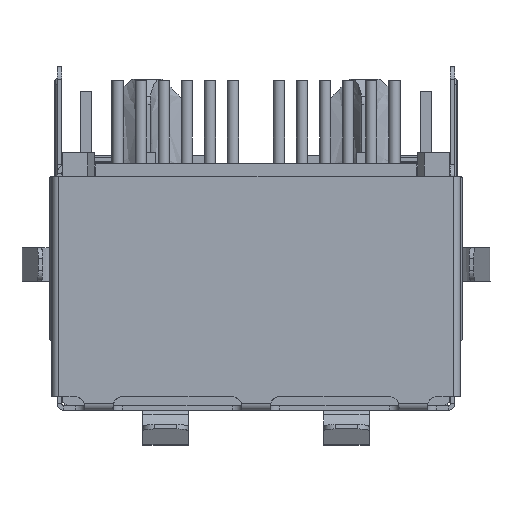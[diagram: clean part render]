
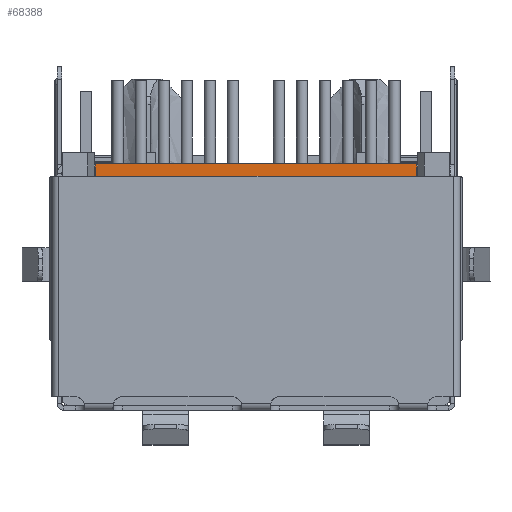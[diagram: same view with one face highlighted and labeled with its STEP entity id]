
A CAD part, front view. The second image highlights one B-rep face of the part: STEP entity #68388.
In plain terms, the highlighted free-form (B-spline) face has degree [1, 1] with [2, 2] control points.
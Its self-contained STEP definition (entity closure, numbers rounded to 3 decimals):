
#2 = CARTESIAN_POINT ( 'NONE',  ( 7.1, -28.125, 10. ) ) ;
#2592 = CARTESIAN_POINT ( 'NONE',  ( 8.164, -28.125, 10.904 ) ) ;
#2760 = B_SPLINE_CURVE_WITH_KNOTS ( 'NONE', 1,
 ( #53445, #73030 ),
 .UNSPECIFIED., .F., .F.,
 ( 2, 2 ),
 ( 0., 1. ),
 .UNSPECIFIED. ) ;
#4655 = CARTESIAN_POINT ( 'NONE',  ( -7.35, -28.125, 0.5 ) ) ;
#5463 = CARTESIAN_POINT ( 'NONE',  ( 7.1, -28.125, 10. ) ) ;
#8030 = FACE_OUTER_BOUND ( 'NONE', #17115, .T. ) ;
#8657 = ORIENTED_EDGE ( 'NONE', *, *, #85720, .F. ) ;
#8940 = B_SPLINE_CURVE_WITH_KNOTS ( 'NONE', 1,
 ( #37892, #66161 ),
 .UNSPECIFIED., .F., .F.,
 ( 2, 2 ),
 ( 0., 1. ),
 .UNSPECIFIED. ) ;
#9208 = VERTEX_POINT ( 'NONE', #4655 ) ;
#9956 = B_SPLINE_CURVE_WITH_KNOTS ( 'NONE', 1,
 ( #62350, #5463 ),
 .UNSPECIFIED., .F., .F.,
 ( 2, 2 ),
 ( 0., 1. ),
 .UNSPECIFIED. ) ;
#10433 = EDGE_CURVE ( 'NONE', #88812, #66632, #26841, .T. ) ;
#10485 = CARTESIAN_POINT ( 'NONE',  ( 7.85, -28.125, 1. ) ) ;
#10529 = B_SPLINE_CURVE_WITH_KNOTS ( 'NONE', 1,
 ( #75723, #13332 ),
 .UNSPECIFIED., .F., .F.,
 ( 2, 2 ),
 ( 0., 1. ),
 .UNSPECIFIED. ) ;
#10727 = B_SPLINE_CURVE_WITH_KNOTS ( 'NONE', 1,
 ( #20445, #11814 ),
 .UNSPECIFIED., .F., .F.,
 ( 2, 2 ),
 ( 0., 1. ),
 .UNSPECIFIED. ) ;
#10848 = CARTESIAN_POINT ( 'NONE',  ( 7.35, -28.125, 0.5 ) ) ;
#11758 = CARTESIAN_POINT ( 'NONE',  ( 7.85, -28.125, 10. ) ) ;
#11814 = CARTESIAN_POINT ( 'NONE',  ( -7.85, -28.125, 10. ) ) ;
#13332 = CARTESIAN_POINT ( 'NONE',  ( -7.1, -28.125, 10.7 ) ) ;
#16772 = CARTESIAN_POINT ( 'NONE',  ( 7.85, -28.125, 1. ) ) ;
#17115 = EDGE_LOOP ( 'NONE', ( #38165, #74412, #36034, #23652, #64193, #42615, #48908, #81018, #8657, #81667 ) ) ;
#18047 = CARTESIAN_POINT ( 'NONE',  ( -7.1, -28.125, 10.7 ) ) ;
#19570 = CARTESIAN_POINT ( 'NONE',  ( 7.85, -28.125, 10. ) ) ;
#20445 = CARTESIAN_POINT ( 'NONE',  ( -7.85, -28.125, 1. ) ) ;
#21334 = CARTESIAN_POINT ( 'NONE',  ( -7.1, -28.125, 10.7 ) ) ;
#23364 = CARTESIAN_POINT ( 'NONE',  ( -7.85, -28.125, 1. ) ) ;
#23652 = ORIENTED_EDGE ( 'NONE', *, *, #56171, .F. ) ;
#24036 = CARTESIAN_POINT ( 'NONE',  ( 7.1, -28.125, 10. ) ) ;
#26841 = B_SPLINE_CURVE_WITH_KNOTS ( 'NONE', 1,
 ( #73674, #33129 ),
 .UNSPECIFIED., .F., .F.,
 ( 2, 2 ),
 ( 0., 1. ),
 .UNSPECIFIED. ) ;
#26925 = VERTEX_POINT ( 'NONE', #24036 ) ;
#26971 = CARTESIAN_POINT ( 'NONE',  ( -7.35, -28.125, 0.5 ) ) ;
#30570 = VERTEX_POINT ( 'NONE', #23364 ) ;
#31740 = CARTESIAN_POINT ( 'NONE',  ( -7.1, -28.125, 10. ) ) ;
#31783 = VERTEX_POINT ( 'NONE', #74215 ) ;
#33129 = CARTESIAN_POINT ( 'NONE',  ( 7.85, -28.125, 1. ) ) ;
#33839 = EDGE_CURVE ( 'NONE', #74775, #55936, #2760, .T. ) ;
#33949 = CARTESIAN_POINT ( 'NONE',  ( -7.85, -28.125, 10. ) ) ;
#34077 = CARTESIAN_POINT ( 'NONE',  ( -7.1, -28.125, 10. ) ) ;
#35444 = B_SPLINE_CURVE_WITH_KNOTS ( 'NONE', 1,
 ( #26971, #61115 ),
 .UNSPECIFIED., .F., .F.,
 ( 2, 2 ),
 ( 0., 1. ),
 .UNSPECIFIED. ) ;
#35769 = EDGE_CURVE ( 'NONE', #30570, #74775, #10727, .T. ) ;
#36034 = ORIENTED_EDGE ( 'NONE', *, *, #88638, .T. ) ;
#37892 = CARTESIAN_POINT ( 'NONE',  ( 7.35, -28.125, 0.5 ) ) ;
#38165 = ORIENTED_EDGE ( 'NONE', *, *, #38370, .F. ) ;
#38370 = EDGE_CURVE ( 'NONE', #26925, #88812, #73080, .T. ) ;
#42615 = ORIENTED_EDGE ( 'NONE', *, *, #35769, .F. ) ;
#43549 = CARTESIAN_POINT ( 'NONE',  ( -8.164, -28.125, 10.904 ) ) ;
#48522 = CARTESIAN_POINT ( 'NONE',  ( 7.35, -28.125, 0.5 ) ) ;
#48908 = ORIENTED_EDGE ( 'NONE', *, *, #59556, .F. ) ;
#51829 = B_SPLINE_SURFACE_WITH_KNOTS ( 'NONE', 1, 1, ( 
 ( #63603, #2592 ),
 ( #65423, #43549 ) ),
 .UNSPECIFIED., .F., .F., .F.,
 ( 2, 2 ),
 ( 2, 2 ),
 ( -0.414, 15.914 ),
 ( -0.204, 10.404 ),
 .UNSPECIFIED. ) ;
#53445 = CARTESIAN_POINT ( 'NONE',  ( -7.85, -28.125, 10. ) ) ;
#55936 = VERTEX_POINT ( 'NONE', #34077 ) ;
#56171 = EDGE_CURVE ( 'NONE', #55936, #77573, #83174, .T. ) ;
#57013 = EDGE_CURVE ( 'NONE', #70165, #9208, #8940, .T. ) ;
#59556 = EDGE_CURVE ( 'NONE', #9208, #30570, #35444, .T. ) ;
#61072 = EDGE_CURVE ( 'NONE', #31783, #26925, #9956, .T. ) ;
#61115 = CARTESIAN_POINT ( 'NONE',  ( -7.85, -28.125, 1. ) ) ;
#62350 = CARTESIAN_POINT ( 'NONE',  ( 7.1, -28.125, 10.7 ) ) ;
#63603 = CARTESIAN_POINT ( 'NONE',  ( 8.164, -28.125, 0.296 ) ) ;
#64193 = ORIENTED_EDGE ( 'NONE', *, *, #33839, .F. ) ;
#65423 = CARTESIAN_POINT ( 'NONE',  ( -8.164, -28.125, 0.296 ) ) ;
#66161 = CARTESIAN_POINT ( 'NONE',  ( -7.35, -28.125, 0.5 ) ) ;
#66632 = VERTEX_POINT ( 'NONE', #10485 ) ;
#68388 = ADVANCED_FACE ( 'NONE', ( #8030 ), #51829, .F. ) ;
#70165 = VERTEX_POINT ( 'NONE', #48522 ) ;
#73030 = CARTESIAN_POINT ( 'NONE',  ( -7.1, -28.125, 10. ) ) ;
#73080 = B_SPLINE_CURVE_WITH_KNOTS ( 'NONE', 1,
 ( #2, #19570 ),
 .UNSPECIFIED., .F., .F.,
 ( 2, 2 ),
 ( 0., 1. ),
 .UNSPECIFIED. ) ;
#73538 = B_SPLINE_CURVE_WITH_KNOTS ( 'NONE', 1,
 ( #16772, #10848 ),
 .UNSPECIFIED., .F., .F.,
 ( 2, 2 ),
 ( 0., 1. ),
 .UNSPECIFIED. ) ;
#73674 = CARTESIAN_POINT ( 'NONE',  ( 7.85, -28.125, 10. ) ) ;
#74215 = CARTESIAN_POINT ( 'NONE',  ( 7.1, -28.125, 10.7 ) ) ;
#74412 = ORIENTED_EDGE ( 'NONE', *, *, #61072, .F. ) ;
#74775 = VERTEX_POINT ( 'NONE', #33949 ) ;
#75723 = CARTESIAN_POINT ( 'NONE',  ( 7.1, -28.125, 10.7 ) ) ;
#77573 = VERTEX_POINT ( 'NONE', #21334 ) ;
#81018 = ORIENTED_EDGE ( 'NONE', *, *, #57013, .F. ) ;
#81667 = ORIENTED_EDGE ( 'NONE', *, *, #10433, .F. ) ;
#83174 = B_SPLINE_CURVE_WITH_KNOTS ( 'NONE', 1,
 ( #31740, #18047 ),
 .UNSPECIFIED., .F., .F.,
 ( 2, 2 ),
 ( 0., 1. ),
 .UNSPECIFIED. ) ;
#85720 = EDGE_CURVE ( 'NONE', #66632, #70165, #73538, .T. ) ;
#88638 = EDGE_CURVE ( 'NONE', #31783, #77573, #10529, .T. ) ;
#88812 = VERTEX_POINT ( 'NONE', #11758 ) ;
